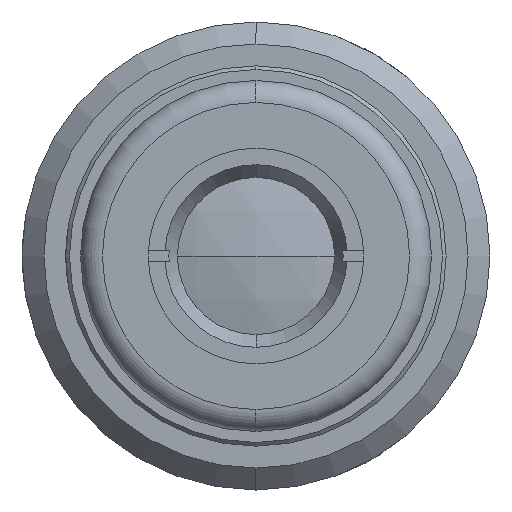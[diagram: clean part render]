
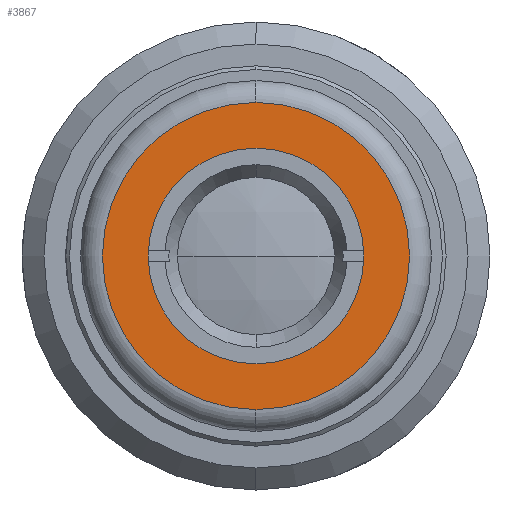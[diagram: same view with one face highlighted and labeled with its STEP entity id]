
A CAD part, left-side view. The second image highlights one B-rep face of the part: STEP entity #3867.
In plain terms, the highlighted planar face has unit normal (-1, 0, 0).
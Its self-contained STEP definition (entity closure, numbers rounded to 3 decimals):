
#204 = CIRCLE ( 'NONE', #2014, 14.75 ) ;
#587 = CARTESIAN_POINT ( 'NONE',  ( -33.9, 0., 0. ) ) ;
#682 = ORIENTED_EDGE ( 'NONE', *, *, #1871, .F. ) ;
#871 = VERTEX_POINT ( 'NONE', #3375 ) ;
#1033 = VERTEX_POINT ( 'NONE', #4354 ) ;
#1150 = DIRECTION ( 'NONE',  ( 0., 0., -1. ) ) ;
#1204 = CARTESIAN_POINT ( 'NONE',  ( -33.9, 0., 0. ) ) ;
#1571 = CARTESIAN_POINT ( 'NONE',  ( -33.9, 24., 0. ) ) ;
#1604 = DIRECTION ( 'NONE',  ( 0., 0., -1. ) ) ;
#1666 = DIRECTION ( 'NONE',  ( 0., 0., 1. ) ) ;
#1688 = DIRECTION ( 'NONE',  ( 0., 0., -1. ) ) ;
#1719 = CIRCLE ( 'NONE', #2663, 21. ) ;
#1871 = EDGE_CURVE ( 'NONE', #871, #2727, #3481, .T. ) ;
#1995 = ORIENTED_EDGE ( 'NONE', *, *, #3218, .T. ) ;
#2014 = AXIS2_PLACEMENT_3D ( 'NONE', #2094, #3051, #1666 ) ;
#2020 = AXIS2_PLACEMENT_3D ( 'NONE', #1571, #2551, #1150 ) ;
#2094 = CARTESIAN_POINT ( 'NONE',  ( -33.9, 0., 0. ) ) ;
#2160 = CARTESIAN_POINT ( 'NONE',  ( -33.9, 0., 14.75 ) ) ;
#2223 = PLANE ( 'NONE',  #2020 ) ;
#2292 = EDGE_LOOP ( 'NONE', ( #1995, #4360 ) ) ;
#2393 = CARTESIAN_POINT ( 'NONE',  ( -33.9, 0., -21. ) ) ;
#2536 = AXIS2_PLACEMENT_3D ( 'NONE', #587, #4336, #1604 ) ;
#2551 = DIRECTION ( 'NONE',  ( 1., 0., 0. ) ) ;
#2592 = FACE_BOUND ( 'NONE', #3986, .T. ) ;
#2663 = AXIS2_PLACEMENT_3D ( 'NONE', #2756, #3029, #1688 ) ;
#2727 = VERTEX_POINT ( 'NONE', #2160 ) ;
#2756 = CARTESIAN_POINT ( 'NONE',  ( -33.9, 0., 0. ) ) ;
#3029 = DIRECTION ( 'NONE',  ( -1., 0., 0. ) ) ;
#3051 = DIRECTION ( 'NONE',  ( -1., 0., 0. ) ) ;
#3192 = FACE_OUTER_BOUND ( 'NONE', #2292, .T. ) ;
#3218 = EDGE_CURVE ( 'NONE', #3358, #1033, #4464, .T. ) ;
#3252 = DIRECTION ( 'NONE',  ( 0., 0., 1. ) ) ;
#3317 = EDGE_CURVE ( 'NONE', #1033, #3358, #1719, .T. ) ;
#3321 = EDGE_CURVE ( 'NONE', #2727, #871, #204, .T. ) ;
#3358 = VERTEX_POINT ( 'NONE', #2393 ) ;
#3375 = CARTESIAN_POINT ( 'NONE',  ( -33.9, 0., -14.75 ) ) ;
#3481 = CIRCLE ( 'NONE', #3923, 14.75 ) ;
#3644 = ORIENTED_EDGE ( 'NONE', *, *, #3321, .F. ) ;
#3867 = ADVANCED_FACE ( 'NONE', ( #3192, #2592 ), #2223, .F. ) ;
#3923 = AXIS2_PLACEMENT_3D ( 'NONE', #1204, #4296, #3252 ) ;
#3986 = EDGE_LOOP ( 'NONE', ( #3644, #682 ) ) ;
#4296 = DIRECTION ( 'NONE',  ( -1., 0., 0. ) ) ;
#4336 = DIRECTION ( 'NONE',  ( -1., 0., 0. ) ) ;
#4354 = CARTESIAN_POINT ( 'NONE',  ( -33.9, 0., 21. ) ) ;
#4360 = ORIENTED_EDGE ( 'NONE', *, *, #3317, .T. ) ;
#4464 = CIRCLE ( 'NONE', #2536, 21. ) ;
